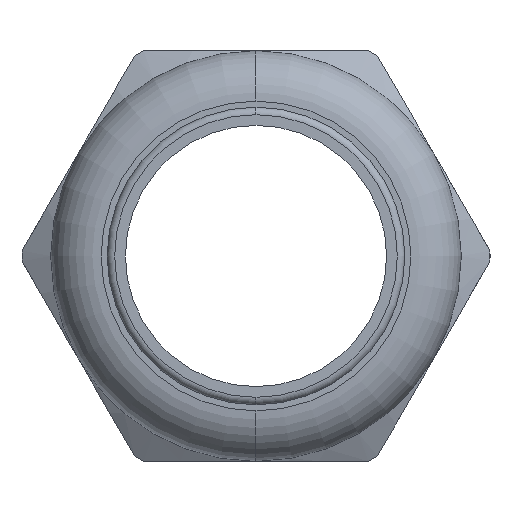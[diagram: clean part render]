
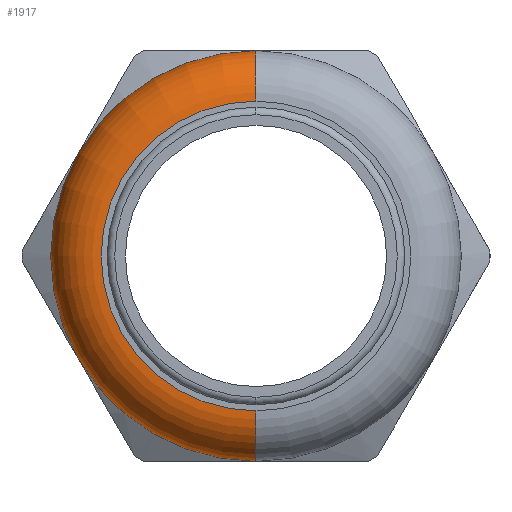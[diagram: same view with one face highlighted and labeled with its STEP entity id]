
A CAD part, left-side view. The second image highlights one B-rep face of the part: STEP entity #1917.
In plain terms, the highlighted toroidal (fillet/blend) face has major radius 5.271 mm and minor radius 1.714 mm.
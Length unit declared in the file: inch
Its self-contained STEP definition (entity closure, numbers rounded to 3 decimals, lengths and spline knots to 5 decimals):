
#550 = CARTESIAN_POINT ( 'NONE',  ( -0.4075, 0., 0.275 ) ) ;
#551 = DIRECTION ( 'NONE',  ( 0., 0., 1. ) ) ;
#552 = DIRECTION ( 'NONE',  ( 0., 1., 0. ) ) ;
#553 = CARTESIAN_POINT ( 'NONE',  ( -0.4075, 0., 0.2075 ) ) ;
#554 = AXIS2_PLACEMENT_3D ( 'NONE', #553, #552, #551 ) ;
#555 = CIRCLE ( 'NONE', #554, 0.0675 ) ;
#556 = CARTESIAN_POINT ( 'NONE',  ( -0.475, 0., -0.2075 ) ) ;
#557 = CARTESIAN_POINT ( 'NONE',  ( -0.475, 0., 0.2075 ) ) ;
#558 = DIRECTION ( 'NONE',  ( 0., 0., -1. ) ) ;
#559 = DIRECTION ( 'NONE',  ( -1., 0., 0. ) ) ;
#560 = AXIS2_PLACEMENT_3D ( 'NONE', #566, #559, #558 ) ;
#561 = CIRCLE ( 'NONE', #560, 0.2075 ) ;
#562 = DIRECTION ( 'NONE',  ( 0., 0., -1. ) ) ;
#563 = DIRECTION ( 'NONE',  ( 1., 0., 0. ) ) ;
#564 = CARTESIAN_POINT ( 'NONE',  ( -0.4075, 0., 0. ) ) ;
#565 = AXIS2_PLACEMENT_3D ( 'NONE', #564, #563, #562 ) ;
#566 = CARTESIAN_POINT ( 'NONE',  ( -0.475, 0., 0. ) ) ;
#567 = TOROIDAL_SURFACE ( 'NONE', #565, 0.2075, 0.0675 ) ;
#568 = FACE_OUTER_BOUND ( 'NONE', #1918, .T. ) ;
#581 = DIRECTION ( 'NONE',  ( 0., 0., -1. ) ) ;
#582 = DIRECTION ( 'NONE',  ( 0., -1., 0. ) ) ;
#583 = CARTESIAN_POINT ( 'NONE',  ( -0.4075, 0., -0.2075 ) ) ;
#584 = AXIS2_PLACEMENT_3D ( 'NONE', #583, #582, #581 ) ;
#585 = CIRCLE ( 'NONE', #584, 0.0675 ) ;
#587 = CARTESIAN_POINT ( 'NONE',  ( -0.4075, 0., -0.275 ) ) ;
#588 = DIRECTION ( 'NONE',  ( 0., 0., -1. ) ) ;
#589 = DIRECTION ( 'NONE',  ( 1., 0., 0. ) ) ;
#590 = AXIS2_PLACEMENT_3D ( 'NONE', #596, #589, #588 ) ;
#591 = CIRCLE ( 'NONE', #590, 0.275 ) ;
#596 = CARTESIAN_POINT ( 'NONE',  ( -0.4075, 0., 0. ) ) ;
#1917 = ADVANCED_FACE ( 'NONE', ( #568 ), #567, .T. ) ;
#1918 = EDGE_LOOP ( 'NONE', ( #1919, #1923, #1934, #1937 ) ) ;
#1919 = ORIENTED_EDGE ( 'NONE', *, *, #1920, .F. ) ;
#1920 = EDGE_CURVE ( 'NONE', #1921, #1922, #561, .T. ) ;
#1921 = VERTEX_POINT ( 'NONE', #557 ) ;
#1922 = VERTEX_POINT ( 'NONE', #556 ) ;
#1923 = ORIENTED_EDGE ( 'NONE', *, *, #1924, .T. ) ;
#1924 = EDGE_CURVE ( 'NONE', #1921, #1925, #555, .T. ) ;
#1925 = VERTEX_POINT ( 'NONE', #550 ) ;
#1934 = ORIENTED_EDGE ( 'NONE', *, *, #1935, .F. ) ;
#1935 = EDGE_CURVE ( 'NONE', #1936, #1925, #591, .T. ) ;
#1936 = VERTEX_POINT ( 'NONE', #587 ) ;
#1937 = ORIENTED_EDGE ( 'NONE', *, *, #1938, .F. ) ;
#1938 = EDGE_CURVE ( 'NONE', #1922, #1936, #585, .T. ) ;
